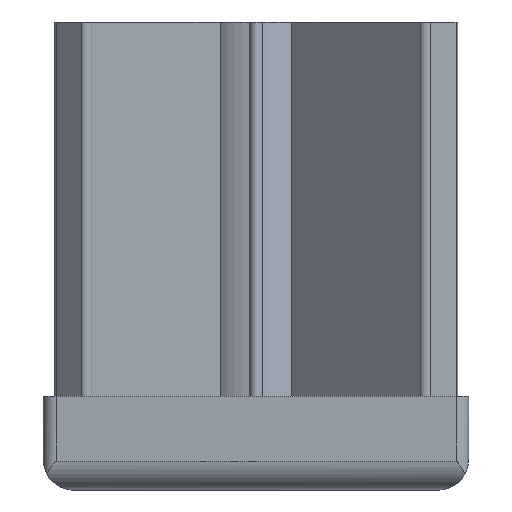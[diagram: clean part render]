
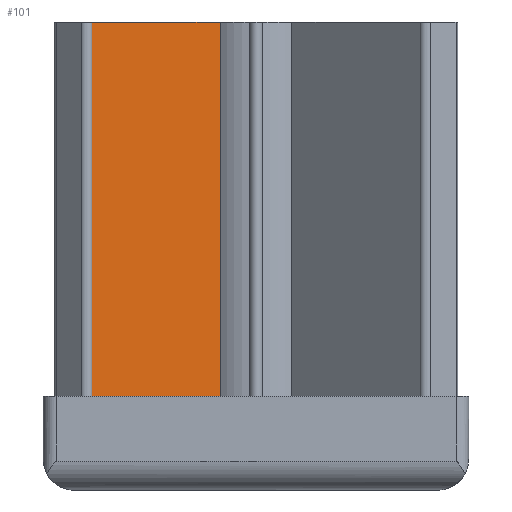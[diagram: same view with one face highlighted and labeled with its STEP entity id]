
A CAD part, front view. The second image highlights one B-rep face of the part: STEP entity #101.
In plain terms, the highlighted planar face has unit normal (0.707, -0.707, 0).
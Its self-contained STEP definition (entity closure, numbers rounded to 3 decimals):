
#101 = ADVANCED_FACE( '', ( #257 ), #258, .F. );
#257 = FACE_OUTER_BOUND( '', #472, .T. );
#258 = PLANE( '', #473 );
#472 = EDGE_LOOP( '', ( #708, #709, #710, #711 ) );
#473 = AXIS2_PLACEMENT_3D( '', #712, #713, #714 );
#708 = ORIENTED_EDGE( '', *, *, #1331, .T. );
#709 = ORIENTED_EDGE( '', *, *, #1332, .T. );
#710 = ORIENTED_EDGE( '', *, *, #1333, .F. );
#711 = ORIENTED_EDGE( '', *, *, #1334, .F. );
#712 = CARTESIAN_POINT( '', ( -20.409, -21.47, 55. ) );
#713 = DIRECTION( '', ( -0.707, 0.707, 0. ) );
#714 = DIRECTION( '', ( -0.707, -0.707, 0. ) );
#1331 = EDGE_CURVE( '', #1605, #1606, #1607, .T. );
#1332 = EDGE_CURVE( '', #1606, #1608, #1609, .T. );
#1333 = EDGE_CURVE( '', #1610, #1608, #1611, .T. );
#1334 = EDGE_CURVE( '', #1605, #1610, #1612, .T. );
#1605 = VERTEX_POINT( '', #2042 );
#1606 = VERTEX_POINT( '', #2043 );
#1607 = LINE( '', #2044, #2045 );
#1608 = VERTEX_POINT( '', #2046 );
#1609 = LINE( '', #2047, #2048 );
#1610 = VERTEX_POINT( '', #2049 );
#1611 = LINE( '', #2050, #2051 );
#1612 = LINE( '', #2052, #2053 );
#2042 = CARTESIAN_POINT( '', ( -20.409, -21.47, 55. ) );
#2043 = CARTESIAN_POINT( '', ( -20.409, -21.47, 11. ) );
#2044 = CARTESIAN_POINT( '', ( -20.409, -21.47, 55. ) );
#2045 = VECTOR( '', #2615, 1000. );
#2046 = CARTESIAN_POINT( '', ( -4.213, -5.274, 11. ) );
#2047 = CARTESIAN_POINT( '', ( -20.409, -21.47, 11. ) );
#2048 = VECTOR( '', #2616, 1000. );
#2049 = CARTESIAN_POINT( '', ( -4.213, -5.274, 55. ) );
#2050 = CARTESIAN_POINT( '', ( -4.213, -5.274, 55. ) );
#2051 = VECTOR( '', #2617, 1000. );
#2052 = CARTESIAN_POINT( '', ( -20.409, -21.47, 55. ) );
#2053 = VECTOR( '', #2618, 1000. );
#2615 = DIRECTION( '', ( 0., 0., -1. ) );
#2616 = DIRECTION( '', ( 0.707, 0.707, 0. ) );
#2617 = DIRECTION( '', ( 0., 0., -1. ) );
#2618 = DIRECTION( '', ( 0.707, 0.707, 0. ) );
